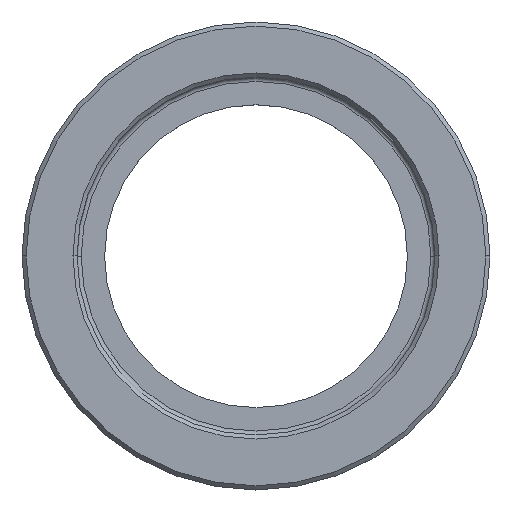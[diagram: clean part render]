
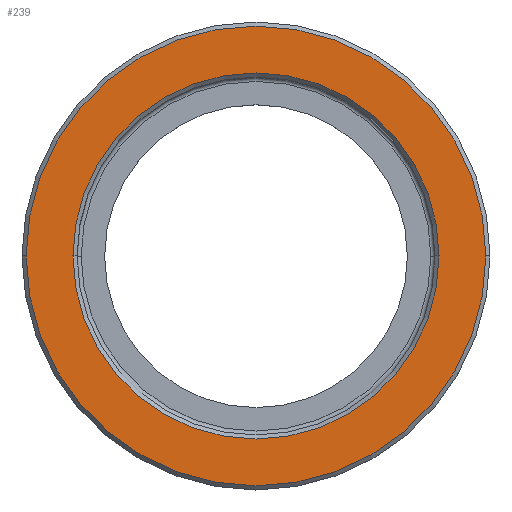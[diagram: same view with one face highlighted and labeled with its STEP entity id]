
A CAD part, top view. The second image highlights one B-rep face of the part: STEP entity #239.
In plain terms, the highlighted planar face has unit normal (0, 0, 1).
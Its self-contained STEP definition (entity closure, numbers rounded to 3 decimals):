
#16 = CARTESIAN_POINT ( 'NONE',  ( -13.3, 0., 12. ) ) ;
#17 = CARTESIAN_POINT ( 'NONE',  ( 0., 13., 12. ) ) ;
#20 = DIRECTION ( 'NONE',  ( -1., 0., 0. ) ) ;
#27 = ORIENTED_EDGE ( 'NONE', *, *, #51, .T. ) ;
#49 = CARTESIAN_POINT ( 'NONE',  ( 0., 0., 12. ) ) ;
#51 = EDGE_CURVE ( 'NONE', #58, #229, #283, .T. ) ;
#58 = VERTEX_POINT ( 'NONE', #562 ) ;
#70 = FACE_BOUND ( 'NONE', #398, .T. ) ;
#103 = CIRCLE ( 'NONE', #393, 13.3 ) ;
#143 = AXIS2_PLACEMENT_3D ( 'NONE', #362, #151, #366 ) ;
#149 = EDGE_CURVE ( 'NONE', #229, #58, #310, .T. ) ;
#151 = DIRECTION ( 'NONE',  ( 0., 0., 1. ) ) ;
#158 = AXIS2_PLACEMENT_3D ( 'NONE', #399, #409, #611 ) ;
#189 = EDGE_CURVE ( 'NONE', #352, #287, #103, .T. ) ;
#229 = VERTEX_POINT ( 'NONE', #378 ) ;
#237 = ORIENTED_EDGE ( 'NONE', *, *, #517, .T. ) ;
#239 = ADVANCED_FACE ( 'NONE', ( #280, #70 ), #480, .F. ) ;
#280 = FACE_OUTER_BOUND ( 'NONE', #401, .T. ) ;
#281 = DIRECTION ( 'NONE',  ( 0., 0., -1. ) ) ;
#283 = CIRCLE ( 'NONE', #143, 16.7 ) ;
#287 = VERTEX_POINT ( 'NONE', #16 ) ;
#310 = CIRCLE ( 'NONE', #473, 16.7 ) ;
#339 = CARTESIAN_POINT ( 'NONE',  ( 13.3, 0., 12. ) ) ;
#347 = ORIENTED_EDGE ( 'NONE', *, *, #149, .T. ) ;
#352 = VERTEX_POINT ( 'NONE', #339 ) ;
#362 = CARTESIAN_POINT ( 'NONE',  ( 0., 0., 12. ) ) ;
#366 = DIRECTION ( 'NONE',  ( -1., 0., 0. ) ) ;
#378 = CARTESIAN_POINT ( 'NONE',  ( 16.7, 0., 12. ) ) ;
#386 = ORIENTED_EDGE ( 'NONE', *, *, #189, .T. ) ;
#393 = AXIS2_PLACEMENT_3D ( 'NONE', #580, #420, #583 ) ;
#398 = EDGE_LOOP ( 'NONE', ( #386, #237 ) ) ;
#399 = CARTESIAN_POINT ( 'NONE',  ( 0., 0., 12. ) ) ;
#401 = EDGE_LOOP ( 'NONE', ( #27, #347 ) ) ;
#409 = DIRECTION ( 'NONE',  ( 0., 0., -1. ) ) ;
#420 = DIRECTION ( 'NONE',  ( 0., 0., -1. ) ) ;
#458 = DIRECTION ( 'NONE',  ( 0., 0., 1. ) ) ;
#473 = AXIS2_PLACEMENT_3D ( 'NONE', #49, #458, #659 ) ;
#480 = PLANE ( 'NONE',  #620 ) ;
#517 = EDGE_CURVE ( 'NONE', #287, #352, #631, .T. ) ;
#562 = CARTESIAN_POINT ( 'NONE',  ( -16.7, 0., 12. ) ) ;
#580 = CARTESIAN_POINT ( 'NONE',  ( 0., 0., 12. ) ) ;
#583 = DIRECTION ( 'NONE',  ( -1., 0., 0. ) ) ;
#611 = DIRECTION ( 'NONE',  ( -1., 0., 0. ) ) ;
#620 = AXIS2_PLACEMENT_3D ( 'NONE', #17, #281, #20 ) ;
#631 = CIRCLE ( 'NONE', #158, 13.3 ) ;
#659 = DIRECTION ( 'NONE',  ( -1., 0., 0. ) ) ;
